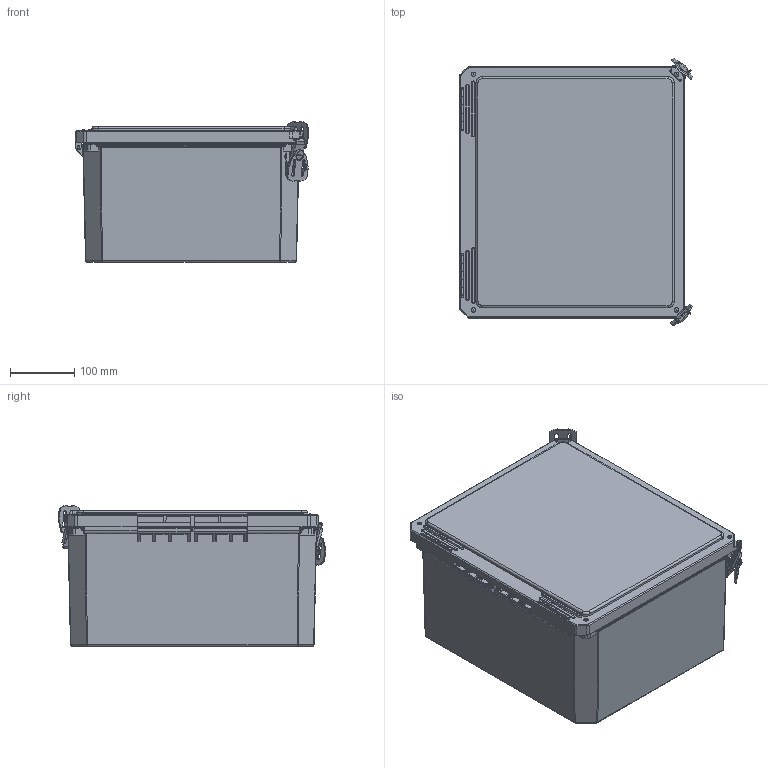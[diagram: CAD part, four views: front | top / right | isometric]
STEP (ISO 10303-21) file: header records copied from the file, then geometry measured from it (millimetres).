
FILE_DESCRIPTION(/* description */ (''),/* implementation_level */ '2;1');
FILE_NAME(/* name */ 'HW-141208CHTL.stp',/* time_stamp */ '2016-08-29T12:07:57-05:00',/* author */ ('pmescher'),/* organization */ (''),/* preprocessor_version */ 'ST-DEVELOPER v16.5',/* originating_system */ 'Autodesk Inventor 2017',/* authorisation */ '');
FILE_SCHEMA (('CONFIG_CONTROL_DESIGN'));
Products named in the file (16): DS141208HLL_STP; DS141208BOX; BRASS INSERT-(; BRASS INSERT-(_1; BRASS INSERT-(_2; DS141206CVR; GA141206; BRASS INSERT-(_3; DS COVER  BUSH; LOCKWT; part2; AT40007; part1; hinge; part3; RMHINGAT40006-04
Assembly tree (32 placements, depth 3):
  DS141208HLL_STP
    DS141208BOX
    BRASS INSERT-(  x4
    BRASS INSERT-(_1  x4
    BRASS INSERT-(_2  x4
    DS141206CVR
    GA141206
    BRASS INSERT-(_3  x4
    DS COVER  BUSH  x4
    LOCKWT  x2
      part2
      AT40007
      part1
      hinge
      part3
    RMHINGAT40006-04  x2
Bounding box: 364.71 x 417.75 x 219.69 mm (x, y, z)
Volume: 2381822.2 mm3; surface area: 1194898.3 mm2
Topology: 35 solids, 35 shells, 2356 faces, 5817 edges, 3458 vertices
Faces by surface type: cylinder 920, plane 820, bspline 340, torus 189, cone 48, sphere 39
Full cylindrical faces by diameter (mm): 1.267 x4, 1.27 x2, 2.489 x4, 3.429 x4, 3.48 x4, 3.81 x4, 3.861 x8, 3.962 x16, 5.08 x4, 5.3 x4, 5.563 x2, 5.766 x2, 6.248 x16, 6.401 x4, 6.426 x4, 7.937 x1, 7.938 x1, 9.22 x2, 11.049 x2, 15.24 x2
Entity records: 80206 total; most frequent: CARTESIAN_POINT 30752, DIRECTION 10557, ORIENTED_EDGE 10068, EDGE_CURVE 5032, AXIS2_PLACEMENT_3D 4047, VERTEX_POINT 3053, LINE 2463, VECTOR 2463
